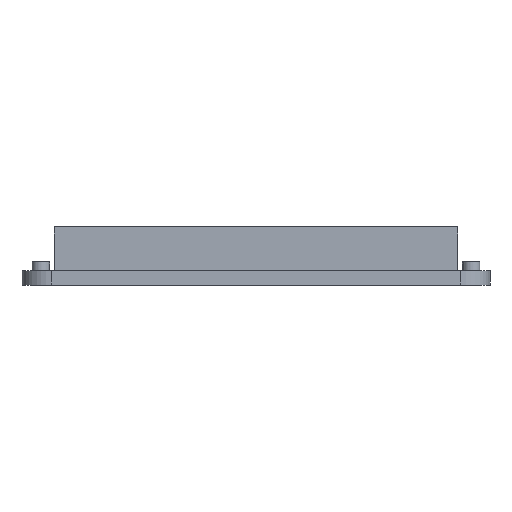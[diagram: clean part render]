
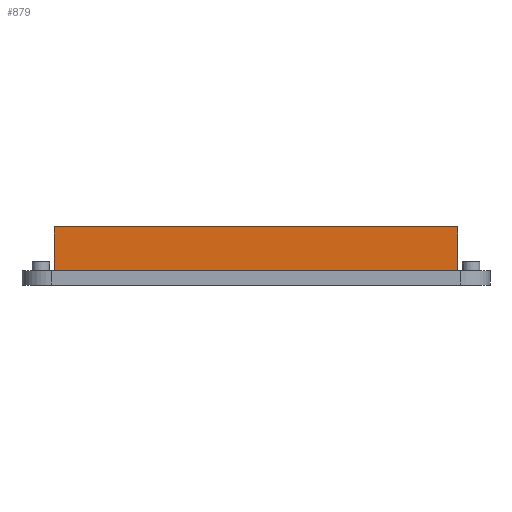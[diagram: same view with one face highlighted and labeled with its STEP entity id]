
A CAD part, front view. The second image highlights one B-rep face of the part: STEP entity #879.
In plain terms, the highlighted planar face has unit normal (0, -1, 0).
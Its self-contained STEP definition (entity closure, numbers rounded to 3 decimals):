
#117=FACE_OUTER_BOUND('',#169,.T.);
#169=EDGE_LOOP('',(#661,#662,#663,#664));
#248=LINE('',#1326,#328);
#268=LINE('',#1365,#348);
#277=LINE('',#1382,#357);
#278=LINE('',#1384,#358);
#328=VECTOR('',#1048,10.);
#348=VECTOR('',#1082,10.);
#357=VECTOR('',#1101,10.);
#358=VECTOR('',#1104,10.);
#406=VERTEX_POINT('',#1323);
#407=VERTEX_POINT('',#1325);
#419=VERTEX_POINT('',#1363);
#422=VERTEX_POINT('',#1380);
#488=EDGE_CURVE('',#406,#407,#248,.T.);
#508=EDGE_CURVE('',#419,#406,#268,.T.);
#517=EDGE_CURVE('',#422,#407,#277,.T.);
#518=EDGE_CURVE('',#422,#419,#278,.T.);
#661=ORIENTED_EDGE('',*,*,#518,.F.);
#662=ORIENTED_EDGE('',*,*,#517,.T.);
#663=ORIENTED_EDGE('',*,*,#488,.F.);
#664=ORIENTED_EDGE('',*,*,#508,.F.);
#847=PLANE('',#945);
#879=ADVANCED_FACE('',(#117),#847,.T.);
#945=AXIS2_PLACEMENT_3D('',#1383,#1102,#1103);
#1048=DIRECTION('',(1.,0.,0.));
#1082=DIRECTION('',(0.,0.,1.));
#1101=DIRECTION('',(0.,0.,1.));
#1102=DIRECTION('center_axis',(0.,-1.,0.));
#1103=DIRECTION('ref_axis',(1.,0.,0.));
#1104=DIRECTION('',(-1.,0.,0.));
#1323=CARTESIAN_POINT('',(-105.674,-1.33,20.));
#1325=CARTESIAN_POINT('',(33.116,-1.33,20.));
#1326=CARTESIAN_POINT('',(-105.674,-1.33,20.));
#1363=CARTESIAN_POINT('',(-105.674,-1.33,5.));
#1365=CARTESIAN_POINT('',(-105.674,-1.33,0.));
#1380=CARTESIAN_POINT('',(33.116,-1.33,5.));
#1382=CARTESIAN_POINT('',(33.116,-1.33,0.));
#1383=CARTESIAN_POINT('Origin',(-105.674,-1.33,0.));
#1384=CARTESIAN_POINT('',(-105.674,-1.33,5.));
